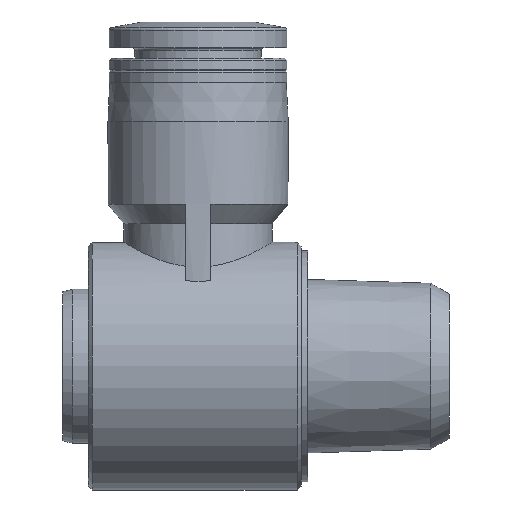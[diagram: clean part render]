
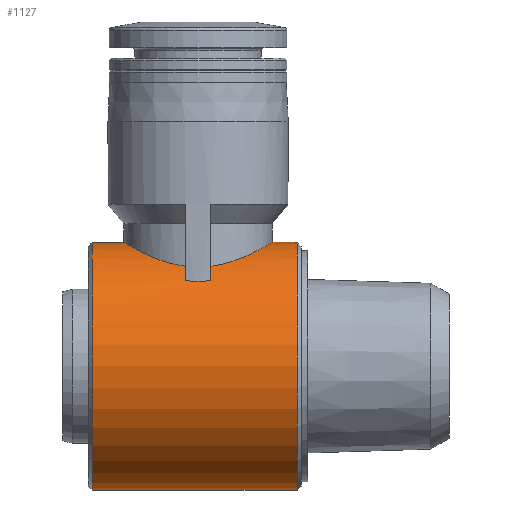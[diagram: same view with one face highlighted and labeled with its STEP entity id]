
A CAD part, left-side view. The second image highlights one B-rep face of the part: STEP entity #1127.
In plain terms, the highlighted cylindrical face has radius 9.6 mm (diameter 19.2 mm), a full revolution.
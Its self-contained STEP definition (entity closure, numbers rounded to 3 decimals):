
#113=B_SPLINE_CURVE_WITH_KNOTS('',3,(#1582,#1583,#1584,#1585,#1586,#1587,
#1588,#1589,#1590,#1591,#1592),.UNSPECIFIED.,.F.,.F.,(4,1,1,1,1,1,1,1,4),
(0.01,0.012,0.014,0.016,
0.018,0.02,0.023,0.025,
0.027),.UNSPECIFIED.);
#114=B_SPLINE_CURVE_WITH_KNOTS('',3,(#1597,#1598,#1599,#1600),
 .UNSPECIFIED.,.F.,.F.,(4,4),(0.,0.002),.UNSPECIFIED.);
#115=B_SPLINE_CURVE_WITH_KNOTS('',3,(#1604,#1605,#1606,#1607,#1608,#1609,
#1610,#1611,#1612,#1613,#1614),.UNSPECIFIED.,.F.,.F.,(4,1,1,1,1,1,1,1,4),
(0.029,0.031,0.033,0.035,
0.037,0.039,0.041,0.043,
0.045),.UNSPECIFIED.);
#116=B_SPLINE_CURVE_WITH_KNOTS('',3,(#1618,#1619,#1620,#1621),
 .UNSPECIFIED.,.F.,.F.,(4,4),(0.,0.002),.UNSPECIFIED.);
#154=ORIENTED_EDGE('',*,*,#342,.F.);
#155=ORIENTED_EDGE('',*,*,#343,.T.);
#156=ORIENTED_EDGE('',*,*,#344,.F.);
#157=ORIENTED_EDGE('',*,*,#345,.F.);
#158=ORIENTED_EDGE('',*,*,#346,.F.);
#159=ORIENTED_EDGE('',*,*,#347,.F.);
#160=ORIENTED_EDGE('',*,*,#348,.F.);
#161=ORIENTED_EDGE('',*,*,#349,.F.);
#162=ORIENTED_EDGE('',*,*,#350,.F.);
#163=ORIENTED_EDGE('',*,*,#351,.F.);
#342=EDGE_CURVE('',#436,#436,#503,.T.);
#343=EDGE_CURVE('',#437,#437,#504,.T.);
#344=EDGE_CURVE('',#438,#439,#113,.T.);
#345=EDGE_CURVE('',#440,#438,#505,.T.);
#346=EDGE_CURVE('',#441,#440,#114,.T.);
#347=EDGE_CURVE('',#442,#441,#506,.T.);
#348=EDGE_CURVE('',#443,#442,#115,.T.);
#349=EDGE_CURVE('',#444,#443,#507,.T.);
#350=EDGE_CURVE('',#445,#444,#116,.T.);
#351=EDGE_CURVE('',#439,#445,#508,.T.);
#436=VERTEX_POINT('',#1579);
#437=VERTEX_POINT('',#1581);
#438=VERTEX_POINT('',#1593);
#439=VERTEX_POINT('',#1594);
#440=VERTEX_POINT('',#1596);
#441=VERTEX_POINT('',#1601);
#442=VERTEX_POINT('',#1603);
#443=VERTEX_POINT('',#1615);
#444=VERTEX_POINT('',#1617);
#445=VERTEX_POINT('',#1622);
#503=CIRCLE('',#1196,9.6);
#504=CIRCLE('',#1197,9.6);
#505=CIRCLE('',#1198,9.6);
#506=CIRCLE('',#1199,9.6);
#507=CIRCLE('',#1200,9.6);
#508=CIRCLE('',#1201,9.6);
#550=EDGE_LOOP('',(#154));
#551=EDGE_LOOP('',(#155));
#552=EDGE_LOOP('',(#156,#157,#158,#159,#160,#161,#162,#163));
#639=FACE_BOUND('',#550,.T.);
#640=FACE_BOUND('',#551,.T.);
#641=FACE_BOUND('',#552,.T.);
#722=CYLINDRICAL_SURFACE('',#1195,9.6);
#1127=ADVANCED_FACE('',(#639,#640,#641),#722,.T.);
#1195=AXIS2_PLACEMENT_3D('',#1577,#1314,#1315);
#1196=AXIS2_PLACEMENT_3D('',#1578,#1316,#1317);
#1197=AXIS2_PLACEMENT_3D('',#1580,#1318,#1319);
#1198=AXIS2_PLACEMENT_3D('',#1595,#1320,#1321);
#1199=AXIS2_PLACEMENT_3D('',#1602,#1322,#1323);
#1200=AXIS2_PLACEMENT_3D('',#1616,#1324,#1325);
#1201=AXIS2_PLACEMENT_3D('',#1623,#1326,#1327);
#1314=DIRECTION('',(0.,-1.,0.));
#1315=DIRECTION('',(0.,0.,-1.));
#1316=DIRECTION('',(0.,-1.,0.));
#1317=DIRECTION('',(0.,0.,-1.));
#1318=DIRECTION('',(0.,-1.,0.));
#1319=DIRECTION('',(0.,0.,-1.));
#1320=DIRECTION('',(0.,-1.,0.));
#1321=DIRECTION('',(1.,0.,0.));
#1322=DIRECTION('',(0.,1.,0.));
#1323=DIRECTION('',(-1.,0.,0.));
#1324=DIRECTION('',(0.,1.,0.));
#1325=DIRECTION('',(-1.,0.,0.));
#1326=DIRECTION('',(0.,-1.,0.));
#1327=DIRECTION('',(1.,0.,0.));
#1577=CARTESIAN_POINT('',(0.,-19.5,0.));
#1578=CARTESIAN_POINT('',(0.,-7.7,0.));
#1579=CARTESIAN_POINT('',(0.,-7.7,-9.6));
#1580=CARTESIAN_POINT('',(0.,8.2,0.));
#1581=CARTESIAN_POINT('',(0.,8.2,-9.6));
#1582=CARTESIAN_POINT('',(5.662,1.,7.752));
#1583=CARTESIAN_POINT('',(5.544,1.671,7.839));
#1584=CARTESIAN_POINT('',(5.067,2.953,8.182));
#1585=CARTESIAN_POINT('',(3.793,4.468,8.87));
#1586=CARTESIAN_POINT('',(2.064,5.495,9.444));
#1587=CARTESIAN_POINT('',(0.006,5.877,9.678));
#1588=CARTESIAN_POINT('',(-2.062,5.497,9.446));
#1589=CARTESIAN_POINT('',(-3.8,4.463,8.867));
#1590=CARTESIAN_POINT('',(-5.068,2.949,8.181));
#1591=CARTESIAN_POINT('',(-5.544,1.672,7.839));
#1592=CARTESIAN_POINT('',(-5.662,1.,7.752));
#1593=CARTESIAN_POINT('',(5.662,1.,7.752));
#1594=CARTESIAN_POINT('',(-5.662,1.,7.752));
#1595=CARTESIAN_POINT('',(0.,1.,0.));
#1596=CARTESIAN_POINT('',(6.928,1.,6.645));
#1597=CARTESIAN_POINT('',(6.928,-1.,6.645));
#1598=CARTESIAN_POINT('',(7.024,-0.338,6.546));
#1599=CARTESIAN_POINT('',(7.024,0.337,6.546));
#1600=CARTESIAN_POINT('',(6.928,1.,6.645));
#1601=CARTESIAN_POINT('',(6.928,-1.,6.645));
#1602=CARTESIAN_POINT('',(0.,-1.,0.));
#1603=CARTESIAN_POINT('',(5.662,-1.,7.752));
#1604=CARTESIAN_POINT('',(-5.662,-1.,7.752));
#1605=CARTESIAN_POINT('',(-5.543,-1.675,7.839));
#1606=CARTESIAN_POINT('',(-5.065,-2.956,8.184));
#1607=CARTESIAN_POINT('',(-3.789,-4.473,8.872));
#1608=CARTESIAN_POINT('',(-2.054,-5.5,9.447));
#1609=CARTESIAN_POINT('',(0.013,-5.877,9.678));
#1610=CARTESIAN_POINT('',(2.074,-5.492,9.442));
#1611=CARTESIAN_POINT('',(3.806,-4.458,8.864));
#1612=CARTESIAN_POINT('',(5.071,-2.943,8.179));
#1613=CARTESIAN_POINT('',(5.544,-1.67,7.839));
#1614=CARTESIAN_POINT('',(5.662,-1.,7.752));
#1615=CARTESIAN_POINT('',(-5.662,-1.,7.752));
#1616=CARTESIAN_POINT('',(0.,-1.,0.));
#1617=CARTESIAN_POINT('',(-6.928,-1.,6.645));
#1618=CARTESIAN_POINT('',(-6.928,1.,6.645));
#1619=CARTESIAN_POINT('',(-7.024,0.338,6.546));
#1620=CARTESIAN_POINT('',(-7.024,-0.337,6.546));
#1621=CARTESIAN_POINT('',(-6.928,-1.,6.645));
#1622=CARTESIAN_POINT('',(-6.928,1.,6.645));
#1623=CARTESIAN_POINT('',(0.,1.,0.));
